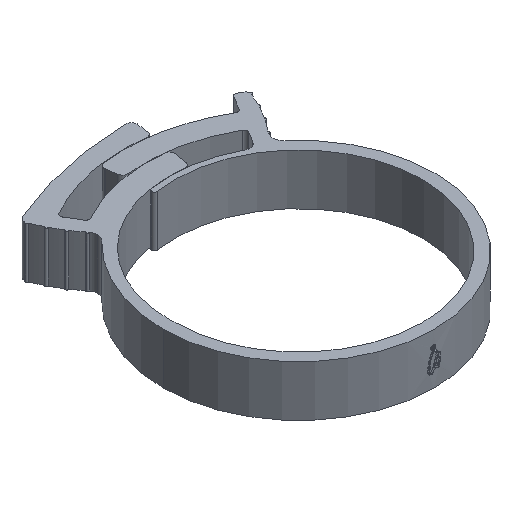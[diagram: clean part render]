
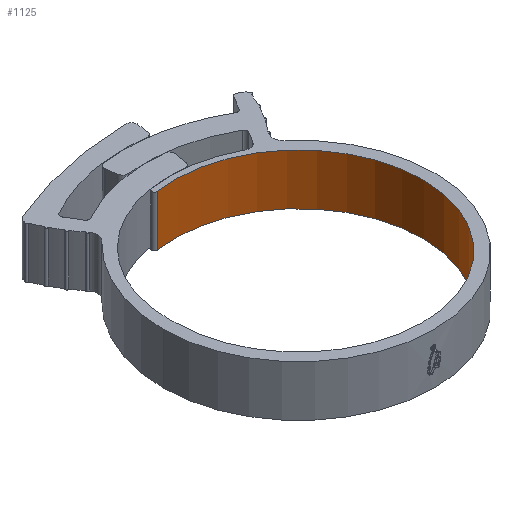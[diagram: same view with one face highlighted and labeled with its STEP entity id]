
A CAD part, isometric view. The second image highlights one B-rep face of the part: STEP entity #1125.
In plain terms, the highlighted cylindrical face has radius 22.15 mm (diameter 44.3 mm), a partial arc.
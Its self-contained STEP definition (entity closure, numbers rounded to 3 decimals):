
#52 = EDGE_CURVE ( 'NONE', #6483, #1727, #2697, .T. ) ;
#68 = DIRECTION ( 'NONE',  ( 0., 0., -1. ) ) ;
#206 = CARTESIAN_POINT ( 'NONE',  ( 0., 0., 4.55 ) ) ;
#360 = CARTESIAN_POINT ( 'NONE',  ( 0., 0., -4.55 ) ) ;
#395 = ORIENTED_EDGE ( 'NONE', *, *, #52, .F. ) ;
#559 = CIRCLE ( 'NONE', #1095, 22.15 ) ;
#588 = CARTESIAN_POINT ( 'NONE',  ( -3.35, 21.895, 4.55 ) ) ;
#744 = CARTESIAN_POINT ( 'NONE',  ( -3.35, 21.895, 4.55 ) ) ;
#936 = DIRECTION ( 'NONE',  ( -1., 0., 0. ) ) ;
#982 = EDGE_CURVE ( 'NONE', #6204, #6483, #559, .T. ) ;
#1095 = AXIS2_PLACEMENT_3D ( 'NONE', #206, #1577, #4128 ) ;
#1125 = ADVANCED_FACE ( 'NONE', ( #3448 ), #5657, .F. ) ;
#1518 = VECTOR ( 'NONE', #2234, 1000. ) ;
#1577 = DIRECTION ( 'NONE',  ( 0., 0., -1. ) ) ;
#1727 = VERTEX_POINT ( 'NONE', #4977 ) ;
#2234 = DIRECTION ( 'NONE',  ( 0., 0., -1. ) ) ;
#2311 = CARTESIAN_POINT ( 'NONE',  ( -22.15, 0., 4.55 ) ) ;
#2453 = DIRECTION ( 'NONE',  ( 0., 0., -1. ) ) ;
#2697 = LINE ( 'NONE', #4737, #1518 ) ;
#3023 = EDGE_CURVE ( 'NONE', #6204, #3541, #3220, .T. ) ;
#3144 = CIRCLE ( 'NONE', #6037, 22.15 ) ;
#3220 = LINE ( 'NONE', #744, #3912 ) ;
#3448 = FACE_OUTER_BOUND ( 'NONE', #3669, .T. ) ;
#3541 = VERTEX_POINT ( 'NONE', #5848 ) ;
#3669 = EDGE_LOOP ( 'NONE', ( #4741, #395, #4650, #5399 ) ) ;
#3912 = VECTOR ( 'NONE', #5893, 1000. ) ;
#4128 = DIRECTION ( 'NONE',  ( -1., 0., 0. ) ) ;
#4487 = EDGE_CURVE ( 'NONE', #3541, #1727, #3144, .T. ) ;
#4509 = DIRECTION ( 'NONE',  ( -1., 0., 0. ) ) ;
#4650 = ORIENTED_EDGE ( 'NONE', *, *, #982, .F. ) ;
#4737 = CARTESIAN_POINT ( 'NONE',  ( -22.15, 0., 4.55 ) ) ;
#4741 = ORIENTED_EDGE ( 'NONE', *, *, #4487, .T. ) ;
#4977 = CARTESIAN_POINT ( 'NONE',  ( -22.15, 0., -4.55 ) ) ;
#5252 = AXIS2_PLACEMENT_3D ( 'NONE', #5515, #68, #936 ) ;
#5399 = ORIENTED_EDGE ( 'NONE', *, *, #3023, .T. ) ;
#5515 = CARTESIAN_POINT ( 'NONE',  ( 0., 0., 4.55 ) ) ;
#5657 = CYLINDRICAL_SURFACE ( 'NONE', #5252, 22.15 ) ;
#5848 = CARTESIAN_POINT ( 'NONE',  ( -3.35, 21.895, -4.55 ) ) ;
#5893 = DIRECTION ( 'NONE',  ( 0., 0., -1. ) ) ;
#6037 = AXIS2_PLACEMENT_3D ( 'NONE', #360, #2453, #4509 ) ;
#6204 = VERTEX_POINT ( 'NONE', #588 ) ;
#6483 = VERTEX_POINT ( 'NONE', #2311 ) ;
